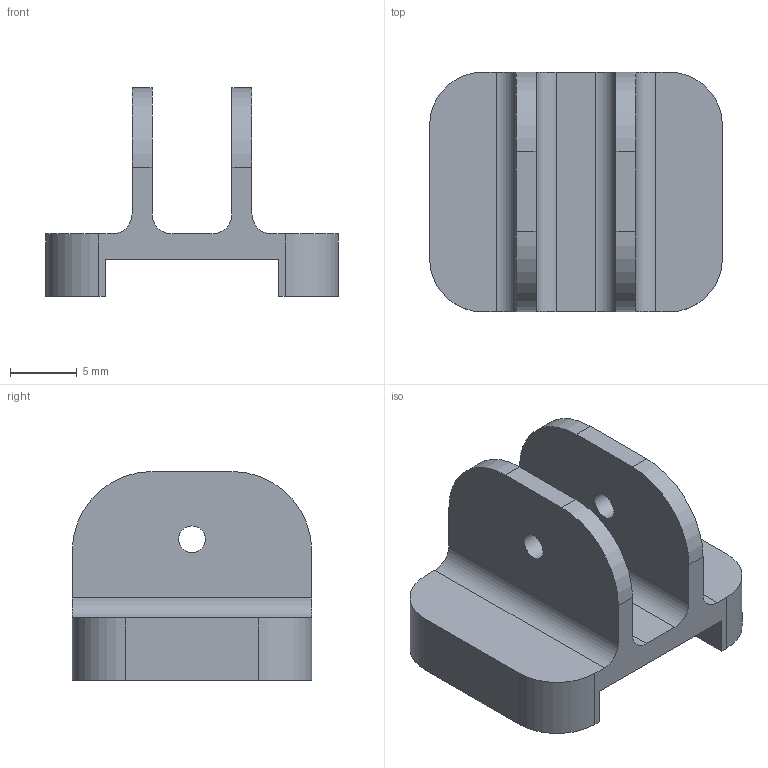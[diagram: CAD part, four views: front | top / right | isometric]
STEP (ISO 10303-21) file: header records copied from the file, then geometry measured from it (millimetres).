
FILE_DESCRIPTION(/* description */ (''),/* implementation_level */ '2;1');
FILE_NAME(/* name */ 'SRT_TomaEmbolo.step',/* time_stamp */ '2023-10-29T22:09:08-03:00',/* author */ (''),/* organization */ (''),/* preprocessor_version */ 'ST-DEVELOPER v20',/* originating_system */ 'Autodesk Translation Framework v12.14.0.127',/* authorisation */ '');
FILE_SCHEMA (('AUTOMOTIVE_DESIGN { 1 0 10303 214 3 1 1 }'));
Length unit declared in the file: millimetre
Products named in the file (2): Piezas mecanismo 4; Porta émbolo
Assembly tree (1 placements, depth 2):
  Piezas mecanismo 4
    Porta émbolo
Bounding box: 22 x 18 x 15.7 mm (x, y, z)
Volume: 1622.8 mm3; surface area: 2016.9 mm2
Topology: 1 solids, 1 shells, 36 faces, 102 edges, 68 vertices
Faces by surface type: plane 20, cylinder 16
Full cylindrical faces by diameter (mm): 2 x2
Entity records: 1246 total; most frequent: DIRECTION 212, CARTESIAN_POINT 209, ORIENTED_EDGE 204, EDGE_CURVE 102, AXIS2_PLACEMENT_3D 71, LINE 70, VECTOR 70, VERTEX_POINT 68
